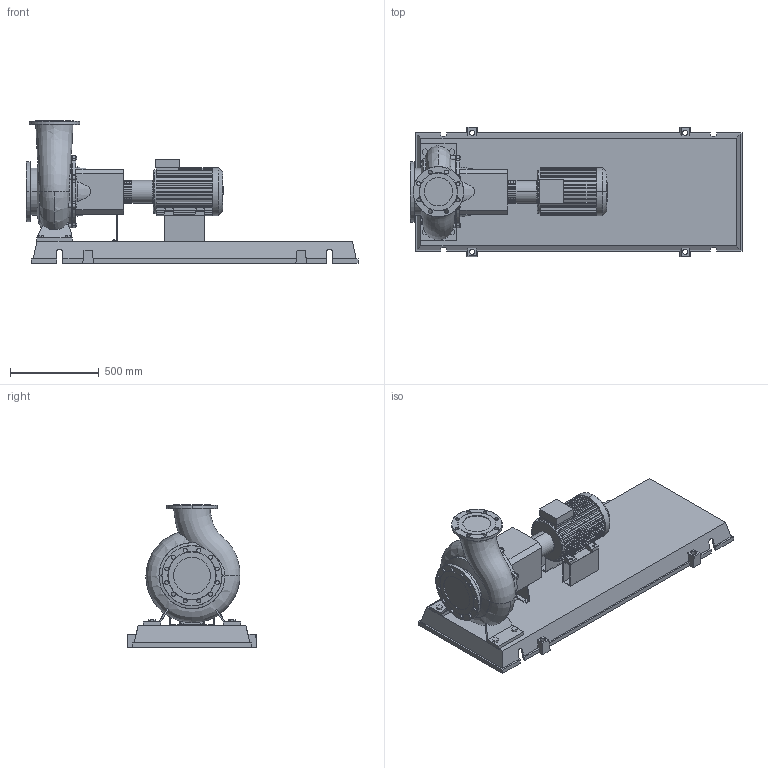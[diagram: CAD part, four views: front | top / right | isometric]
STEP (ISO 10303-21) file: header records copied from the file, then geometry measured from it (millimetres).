
FILE_DESCRIPTION((''),'2;1');
FILE_NAME('3d_NL150_200-7.5-4-05-4109426.stp','2015-03-03T08:01:01',(''),(''),'Mechanical Desktop 2009','Mechanical Desktop 2009',', , ');
FILE_SCHEMA(('CONFIG_CONTROL_DESIGN'));
Length unit declared in the file: millimetre
Products named in the file (1): Product
Bounding box: 1870 x 730 x 803 mm (x, y, z)
Volume: 109160309.5 mm3; surface area: 6628533.6 mm2
Topology: 13 solids, 13 shells, 878 faces, 2328 edges, 1529 vertices
Faces by surface type: plane 452, cylinder 241, bspline 157, cone 14, torus 14
Entity records: 31945 total; most frequent: CARTESIAN_POINT 9919, ORIENTED_EDGE 4658, DIRECTION 4391, EDGE_CURVE 2329, VERTEX_POINT 1528, VECTOR 1499, LINE 1499, AXIS2_PLACEMENT_3D 1446
